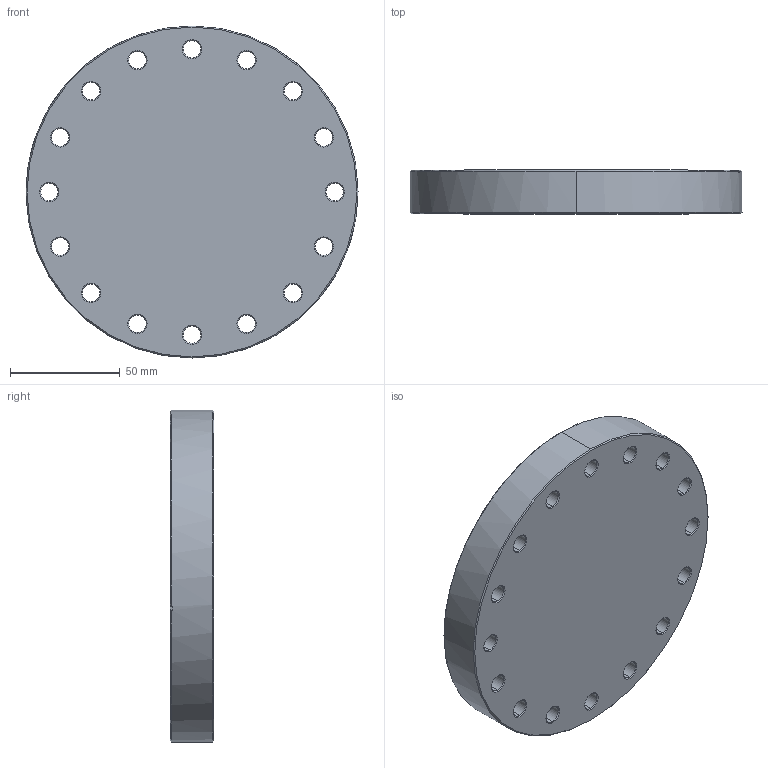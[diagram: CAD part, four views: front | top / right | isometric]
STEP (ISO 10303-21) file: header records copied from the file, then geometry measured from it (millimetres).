
FILE_DESCRIPTION (( 'STEP AP214' ), '1' );
FILE_NAME ('Hositrad_CF100-BT.STEP', '2017-04-26T10:07:01', ( 'Gebruiker' ), ( '' ), 'SwSTEP 2.0', 'SolidWorks 2017', '' );
FILE_SCHEMA (( 'AUTOMOTIVE_DESIGN' ));
Length unit declared in the file: millimetre
Products named in the file (1): Hositrad_CF100-BT
Bounding box: 151.6 x 19.9 x 151.6 mm (x, y, z)
Volume: 329351.3 mm3; surface area: 52381.7 mm2
Topology: 1 solids, 1 shells, 119 faces, 280 edges, 163 vertices
Faces by surface type: cone 73, cylinder 36, plane 10
Entity records: 3501 total; most frequent: DIRECTION 669, CARTESIAN_POINT 575, ORIENTED_EDGE 560, EDGE_CURVE 280, AXIS2_PLACEMENT_3D 273, VERTEX_POINT 163, CIRCLE 153, EDGE_LOOP 151
